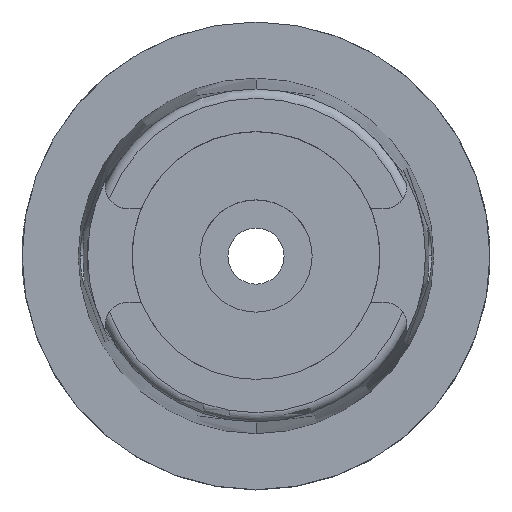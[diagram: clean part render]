
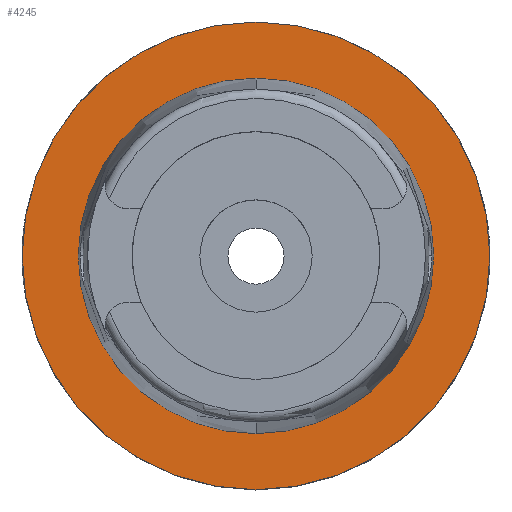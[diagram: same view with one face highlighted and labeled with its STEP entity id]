
A CAD part, top view. The second image highlights one B-rep face of the part: STEP entity #4245.
In plain terms, the highlighted planar face has unit normal (0, 0, 1).
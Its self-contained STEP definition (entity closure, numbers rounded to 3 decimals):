
#2072=CARTESIAN_POINT('',(0.,0.,0.));
#2073=DIRECTION('',(0.,0.,-1.));
#2074=DIRECTION('',(0.,-1.,0.));
#2075=AXIS2_PLACEMENT_3D('',#2072,#2073,#2074);
#2080=CARTESIAN_POINT('',(0.,0.,0.));
#2081=DIRECTION('',(0.,0.,-1.));
#2082=DIRECTION('',(0.,1.,0.));
#2083=AXIS2_PLACEMENT_3D('',#2080,#2081,#2082);
#2088=CARTESIAN_POINT('',(0.,0.,0.));
#2089=DIRECTION('',(0.,0.,1.));
#2090=DIRECTION('',(0.,-1.,0.));
#2091=AXIS2_PLACEMENT_3D('',#2088,#2089,#2090);
#2096=CARTESIAN_POINT('',(0.,0.,0.));
#2097=DIRECTION('',(0.,0.,1.));
#2098=DIRECTION('',(0.,1.,0.));
#2099=AXIS2_PLACEMENT_3D('',#2096,#2097,#2098);
#2432=CARTESIAN_POINT('',(0.,-38.,0.));
#2433=VERTEX_POINT('',#2432);
#2434=CARTESIAN_POINT('',(0.,38.,0.));
#2435=VERTEX_POINT('',#2434);
#2689=CARTESIAN_POINT('',(0.,50.,0.));
#2690=VERTEX_POINT('',#2689);
#2691=CARTESIAN_POINT('',(0.,-50.,0.));
#2692=VERTEX_POINT('',#2691);
#4232=CARTESIAN_POINT('',(0.,0.,0.));
#4233=DIRECTION('',(0.,0.,-1.));
#4234=DIRECTION('',(0.,-1.,0.));
#4235=AXIS2_PLACEMENT_3D('',#4232,#4233,#4234);
#4236=PLANE('',#4235);
#4237=ORIENTED_EDGE('',*,*,#3997,.T.);
#4238=ORIENTED_EDGE('',*,*,#4106,.T.);
#4239=EDGE_LOOP('',(#4237,#4238));
#4240=FACE_OUTER_BOUND('',#4239,.F.);
#4241=ORIENTED_EDGE('',*,*,#2937,.T.);
#4242=ORIENTED_EDGE('',*,*,#2906,.T.);
#4243=EDGE_LOOP('',(#4241,#4242));
#4244=FACE_BOUND('',#4243,.F.);
#2076=CIRCLE('',#2075,50.);
#2084=CIRCLE('',#2083,50.);
#2092=CIRCLE('',#2091,38.);
#2100=CIRCLE('',#2099,38.);
#2906=EDGE_CURVE('',#2435,#2433,#2100,.T.);
#2937=EDGE_CURVE('',#2433,#2435,#2092,.T.);
#3997=EDGE_CURVE('',#2692,#2690,#2076,.T.);
#4106=EDGE_CURVE('',#2690,#2692,#2084,.T.);
#4245=ADVANCED_FACE('',(#4240,#4244),#4236,.F.);
